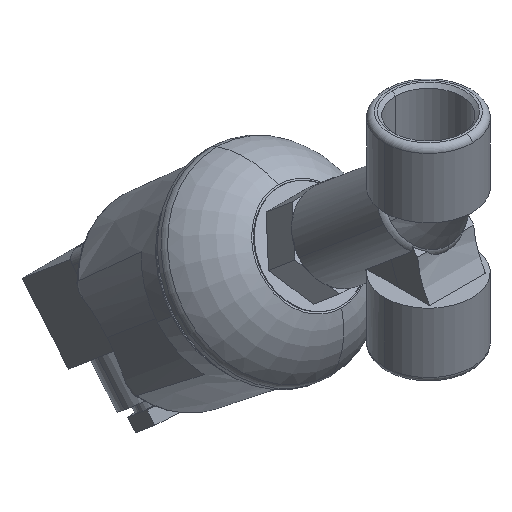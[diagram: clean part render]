
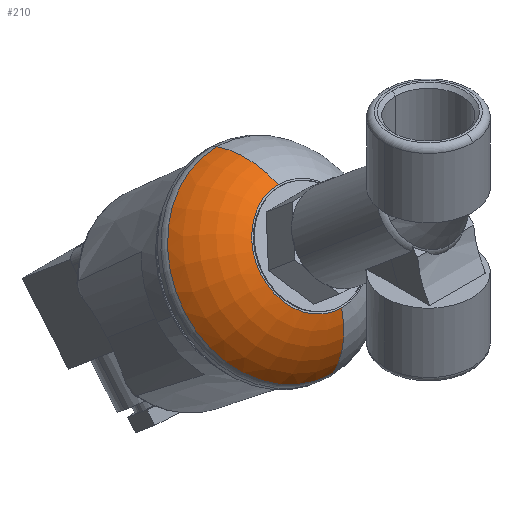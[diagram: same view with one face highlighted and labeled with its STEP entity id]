
A CAD part, isometric view. The second image highlights one B-rep face of the part: STEP entity #210.
In plain terms, the highlighted toroidal (fillet/blend) face has major radius 3.569 mm and minor radius 31.525 mm.
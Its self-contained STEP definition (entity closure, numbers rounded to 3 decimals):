
#210=ADVANCED_FACE('',(#497),#498,.T.);
#497=FACE_OUTER_BOUND('',#788,.T.);
#498=TOROIDAL_SURFACE('',#789,3.569,31.525);
#788=EDGE_LOOP('',(#1904,#1905,#1906,#1907));
#789=AXIS2_PLACEMENT_3D('',#1908,#1909,#1910);
#1904=ORIENTED_EDGE('',*,*,#1963,.T.);
#1905=ORIENTED_EDGE('',*,*,#2303,.F.);
#1906=ORIENTED_EDGE('',*,*,#1966,.T.);
#1907=ORIENTED_EDGE('',*,*,#2302,.T.);
#1908=CARTESIAN_POINT('',(0.0,64.753,-54.334));
#1909=DIRECTION('',(0.0,0.766,-0.643));
#1910=DIRECTION('',(0.0,0.643,0.766));
#1963=EDGE_CURVE('',#2342,#2333,#2343,.T.);
#1966=EDGE_CURVE('',#2338,#2346,#2348,.T.);
#2302=EDGE_CURVE('',#2346,#2342,#2899,.T.);
#2303=EDGE_CURVE('',#2338,#2333,#2900,.T.);
#2333=VERTEX_POINT('',#2934);
#2338=VERTEX_POINT('',#2939);
#2342=VERTEX_POINT('',#2943);
#2343=CIRCLE('',#2944,31.525);
#2346=VERTEX_POINT('',#2947);
#2348=CIRCLE('',#2949,31.525);
#2899=CIRCLE('',#4198,18.0);
#2900=CIRCLE('',#4199,33.045);
#2934=CARTESIAN_POINT('',(0.,77.428,-21.833));
#2939=CARTESIAN_POINT('',(0.,34.946,-72.461));
#2943=CARTESIAN_POINT('',(0.,54.852,-22.529));
#2944=AXIS2_PLACEMENT_3D('',#4252,#4253,#4254);
#2947=CARTESIAN_POINT('',(0.,31.711,-50.106));
#2949=AXIS2_PLACEMENT_3D('',#4261,#4262,#4263);
#4198=AXIS2_PLACEMENT_3D('',#4899,#4900,#4901);
#4199=AXIS2_PLACEMENT_3D('',#4902,#4903,#4904);
#4252=CARTESIAN_POINT('',(0.,67.047,-51.6));
#4253=DIRECTION('',(-1.0,0.,0.));
#4254=DIRECTION('',(0.,0.643,0.766));
#4261=CARTESIAN_POINT('',(0.,62.458,-57.068));
#4262=DIRECTION('',(-1.0,0.,0.));
#4263=DIRECTION('',(0.,-0.643,-0.766));
#4899=CARTESIAN_POINT('',(0.0,43.282,-36.318));
#4900=DIRECTION('',(0.0,0.766,-0.643));
#4901=DIRECTION('',(1.0,0.0,0.0));
#4902=CARTESIAN_POINT('',(0.0,56.187,-47.147));
#4903=DIRECTION('',(0.0,0.766,-0.643));
#4904=DIRECTION('',(1.0,0.0,0.0));
